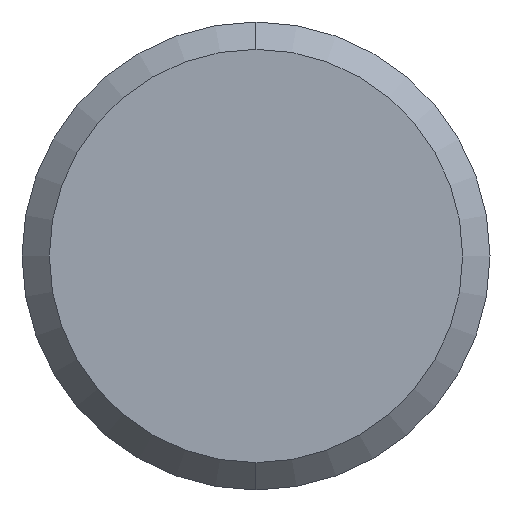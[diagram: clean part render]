
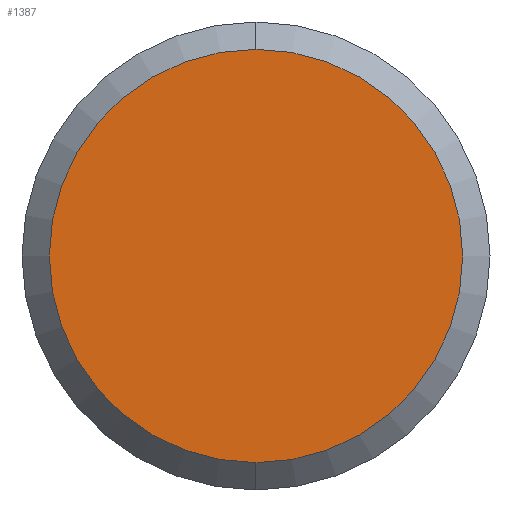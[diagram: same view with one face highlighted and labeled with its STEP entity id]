
A CAD part, left-side view. The second image highlights one B-rep face of the part: STEP entity #1387.
In plain terms, the highlighted planar face has unit normal (-1, 0, 0).
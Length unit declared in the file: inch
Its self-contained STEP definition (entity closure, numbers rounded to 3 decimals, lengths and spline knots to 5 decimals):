
#9 = DIRECTION ( 'NONE',  ( 0., 0., -1. ) ) ;
#214 = DIRECTION ( 'NONE',  ( 1., 0., 0. ) ) ;
#292 = ORIENTED_EDGE ( 'NONE', *, *, #1268, .F. ) ;
#422 = FACE_OUTER_BOUND ( 'NONE', #2276, .T. ) ;
#443 = CARTESIAN_POINT ( 'NONE',  ( -0.17717, 0.19272, 0. ) ) ;
#672 = DIRECTION ( 'NONE',  ( 1., 0., 0. ) ) ;
#695 = DIRECTION ( 'NONE',  ( 0., 0., -1. ) ) ;
#755 = AXIS2_PLACEMENT_3D ( 'NONE', #810, #1427, #1613 ) ;
#764 = EDGE_CURVE ( 'NONE', #1792, #1474, #1428, .T. ) ;
#810 = CARTESIAN_POINT ( 'NONE',  ( -0.17717, 0., 0. ) ) ;
#1112 = CARTESIAN_POINT ( 'NONE',  ( -0.17717, 0., 0.20866 ) ) ;
#1180 = AXIS2_PLACEMENT_3D ( 'NONE', #443, #214, #9 ) ;
#1268 = EDGE_CURVE ( 'NONE', #1474, #1792, #1885, .T. ) ;
#1387 = ADVANCED_FACE ( 'NONE', ( #422 ), #1436, .F. ) ;
#1406 = ORIENTED_EDGE ( 'NONE', *, *, #764, .F. ) ;
#1427 = DIRECTION ( 'NONE',  ( 1., 0., 0. ) ) ;
#1428 = CIRCLE ( 'NONE', #2313, 0.20866 ) ;
#1436 = PLANE ( 'NONE',  #1180 ) ;
#1474 = VERTEX_POINT ( 'NONE', #1112 ) ;
#1613 = DIRECTION ( 'NONE',  ( 0., 0., -1. ) ) ;
#1792 = VERTEX_POINT ( 'NONE', #2110 ) ;
#1885 = CIRCLE ( 'NONE', #755, 0.20866 ) ;
#2110 = CARTESIAN_POINT ( 'NONE',  ( -0.17717, 0., -0.20866 ) ) ;
#2276 = EDGE_LOOP ( 'NONE', ( #1406, #292 ) ) ;
#2313 = AXIS2_PLACEMENT_3D ( 'NONE', #2540, #672, #695 ) ;
#2540 = CARTESIAN_POINT ( 'NONE',  ( -0.17717, 0., 0. ) ) ;
